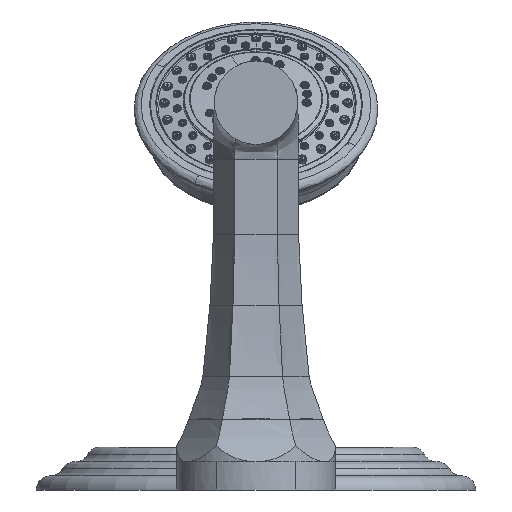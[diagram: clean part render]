
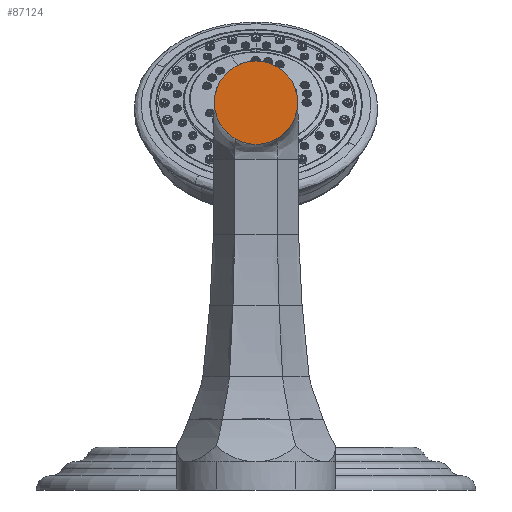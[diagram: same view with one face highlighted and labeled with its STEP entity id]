
A CAD part, front view. The second image highlights one B-rep face of the part: STEP entity #87124.
In plain terms, the highlighted planar face has unit normal (0, -1, 0).
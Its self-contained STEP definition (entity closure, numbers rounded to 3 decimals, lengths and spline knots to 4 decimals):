
#83811=CARTESIAN_POINT('',(0.3675,-9.645,6.1905));
#83812=CARTESIAN_POINT('',(0.3922,-9.645,6.2047));
#83813=CARTESIAN_POINT('',(0.4399,-9.645,6.2361));
#83814=CARTESIAN_POINT('',(0.5055,-9.645,6.2912));
#83815=CARTESIAN_POINT('',(0.5643,-9.645,6.3535));
#83816=CARTESIAN_POINT('',(0.6155,-9.645,6.4222));
#83817=CARTESIAN_POINT('',(0.6583,-9.645,6.4964));
#83818=CARTESIAN_POINT('',(0.6922,-9.645,6.575));
#83819=CARTESIAN_POINT('',(0.7168,-9.645,6.6571));
#83820=CARTESIAN_POINT('',(0.7317,-9.645,6.7415));
#83821=CARTESIAN_POINT('',(0.735,-9.645,6.7985));
#83822=CARTESIAN_POINT('',(0.735,-9.645,6.827));
#83841=CARTESIAN_POINT('',(-0.3675,-9.645,6.1905));
#83842=CARTESIAN_POINT('',(-0.3428,-9.645,6.1762));
#83843=CARTESIAN_POINT('',(-0.2918,-9.645,6.1506));
#83844=CARTESIAN_POINT('',(-0.2113,-9.645,6.1213));
#83845=CARTESIAN_POINT('',(-0.1279,-9.645,6.1015));
#83846=CARTESIAN_POINT('',(-0.0428,-9.645,6.0916));
#83847=CARTESIAN_POINT('',(0.0428,-9.645,6.0916));
#83848=CARTESIAN_POINT('',(0.1279,-9.645,6.1015));
#83849=CARTESIAN_POINT('',(0.2113,-9.645,6.1213));
#83850=CARTESIAN_POINT('',(0.2918,-9.645,6.1506));
#83851=CARTESIAN_POINT('',(0.3428,-9.645,6.1762));
#83852=CARTESIAN_POINT('',(0.3675,-9.645,6.1905));
#83871=CARTESIAN_POINT('',(-0.735,-9.645,6.827));
#83872=CARTESIAN_POINT('',(-0.735,-9.645,6.7985));
#83873=CARTESIAN_POINT('',(-0.7317,-9.645,6.7415));
#83874=CARTESIAN_POINT('',(-0.7168,-9.645,6.6571));
#83875=CARTESIAN_POINT('',(-0.6922,-9.645,6.575));
#83876=CARTESIAN_POINT('',(-0.6583,-9.645,6.4964));
#83877=CARTESIAN_POINT('',(-0.6155,-9.645,6.4222));
#83878=CARTESIAN_POINT('',(-0.5643,-9.645,6.3535));
#83879=CARTESIAN_POINT('',(-0.5055,-9.645,6.2912));
#83880=CARTESIAN_POINT('',(-0.4399,-9.645,6.2361));
#83881=CARTESIAN_POINT('',(-0.3922,-9.645,6.2047));
#83882=CARTESIAN_POINT('',(-0.3675,-9.645,6.1905));
#83901=CARTESIAN_POINT('',(-0.3675,-9.645,7.4635));
#83902=CARTESIAN_POINT('',(-0.3922,-9.645,7.4493));
#83903=CARTESIAN_POINT('',(-0.4399,-9.645,7.4179));
#83904=CARTESIAN_POINT('',(-0.5055,-9.645,7.3628));
#83905=CARTESIAN_POINT('',(-0.5643,-9.645,7.3005));
#83906=CARTESIAN_POINT('',(-0.6155,-9.645,7.2318));
#83907=CARTESIAN_POINT('',(-0.6583,-9.645,7.1576));
#83908=CARTESIAN_POINT('',(-0.6922,-9.645,7.079));
#83909=CARTESIAN_POINT('',(-0.7168,-9.645,6.9969));
#83910=CARTESIAN_POINT('',(-0.7317,-9.645,6.9125));
#83911=CARTESIAN_POINT('',(-0.735,-9.645,6.8555));
#83912=CARTESIAN_POINT('',(-0.735,-9.645,6.827));
#83931=CARTESIAN_POINT('',(0.3675,-9.645,7.4635));
#83932=CARTESIAN_POINT('',(0.3428,-9.645,7.4778));
#83933=CARTESIAN_POINT('',(0.2918,-9.645,7.5034));
#83934=CARTESIAN_POINT('',(0.2113,-9.645,7.5327));
#83935=CARTESIAN_POINT('',(0.1279,-9.645,7.5525));
#83936=CARTESIAN_POINT('',(0.0428,-9.645,7.5624));
#83937=CARTESIAN_POINT('',(-0.0428,-9.645,7.5624));
#83938=CARTESIAN_POINT('',(-0.1279,-9.645,7.5525));
#83939=CARTESIAN_POINT('',(-0.2113,-9.645,7.5327));
#83940=CARTESIAN_POINT('',(-0.2918,-9.645,7.5034));
#83941=CARTESIAN_POINT('',(-0.3428,-9.645,7.4778));
#83942=CARTESIAN_POINT('',(-0.3675,-9.645,7.4635));
#83961=CARTESIAN_POINT('',(0.735,-9.645,6.827));
#83962=CARTESIAN_POINT('',(0.735,-9.645,6.8555));
#83963=CARTESIAN_POINT('',(0.7317,-9.645,6.9125));
#83964=CARTESIAN_POINT('',(0.7168,-9.645,6.9969));
#83965=CARTESIAN_POINT('',(0.6922,-9.645,7.079));
#83966=CARTESIAN_POINT('',(0.6583,-9.645,7.1576));
#83967=CARTESIAN_POINT('',(0.6155,-9.645,7.2318));
#83968=CARTESIAN_POINT('',(0.5643,-9.645,7.3005));
#83969=CARTESIAN_POINT('',(0.5055,-9.645,7.3628));
#83970=CARTESIAN_POINT('',(0.4399,-9.645,7.4179));
#83971=CARTESIAN_POINT('',(0.3922,-9.645,7.4493));
#83972=CARTESIAN_POINT('',(0.3675,-9.645,7.4635));
#84141=VERTEX_POINT('',#83811);
#84142=VERTEX_POINT('',#83822);
#84143=VERTEX_POINT('',#83841);
#84144=VERTEX_POINT('',#83871);
#84145=VERTEX_POINT('',#83901);
#84146=VERTEX_POINT('',#83931);
#87106=CARTESIAN_POINT('',(0.,-9.645,6.827));
#87107=DIRECTION('',(0.,-1.,0.));
#87108=DIRECTION('',(0.,0.,1.));
#87109=AXIS2_PLACEMENT_3D('',#87106,#87107,#87108);
#87110=PLANE('',#87109);
#87111=ORIENTED_EDGE('',*,*,#87096,.F.);
#87113=ORIENTED_EDGE('',*,*,#87112,.F.);
#87115=ORIENTED_EDGE('',*,*,#87114,.F.);
#87117=ORIENTED_EDGE('',*,*,#87116,.F.);
#87119=ORIENTED_EDGE('',*,*,#87118,.F.);
#87121=ORIENTED_EDGE('',*,*,#87120,.F.);
#87122=EDGE_LOOP('',(#87111,#87113,#87115,#87117,#87119,#87121));
#87123=FACE_OUTER_BOUND('',#87122,.F.);
#87124=ADVANCED_FACE('',(#87123),#87110,.T.);
#83823=B_SPLINE_CURVE_WITH_KNOTS('',3,(#83811,#83812,#83813,#83814,#83815,
#83816,#83817,#83818,#83819,#83820,#83821,#83822),.UNSPECIFIED.,.F.,.F.,(4,1,1,
1,1,1,1,1,1,4),(0.,0.1111,0.2222,0.3333,
0.4444,0.5556,0.6667,0.7778,
0.8889,1.),.UNSPECIFIED.);
#83853=B_SPLINE_CURVE_WITH_KNOTS('',3,(#83841,#83842,#83843,#83844,#83845,
#83846,#83847,#83848,#83849,#83850,#83851,#83852),.UNSPECIFIED.,.F.,.F.,(4,1,1,
1,1,1,1,1,1,4),(0.,0.1111,0.2222,0.3333,
0.4444,0.5556,0.6667,0.7778,
0.8889,1.),.UNSPECIFIED.);
#83883=B_SPLINE_CURVE_WITH_KNOTS('',3,(#83871,#83872,#83873,#83874,#83875,
#83876,#83877,#83878,#83879,#83880,#83881,#83882),.UNSPECIFIED.,.F.,.F.,(4,1,1,
1,1,1,1,1,1,4),(0.,0.1111,0.2222,0.3333,
0.4444,0.5556,0.6667,0.7778,
0.8889,1.),.UNSPECIFIED.);
#83913=B_SPLINE_CURVE_WITH_KNOTS('',3,(#83901,#83902,#83903,#83904,#83905,
#83906,#83907,#83908,#83909,#83910,#83911,#83912),.UNSPECIFIED.,.F.,.F.,(4,1,1,
1,1,1,1,1,1,4),(0.,0.1111,0.2222,0.3333,
0.4444,0.5556,0.6667,0.7778,
0.8889,1.),.UNSPECIFIED.);
#83943=B_SPLINE_CURVE_WITH_KNOTS('',3,(#83931,#83932,#83933,#83934,#83935,
#83936,#83937,#83938,#83939,#83940,#83941,#83942),.UNSPECIFIED.,.F.,.F.,(4,1,1,
1,1,1,1,1,1,4),(0.,0.1111,0.2222,0.3333,
0.4444,0.5556,0.6667,0.7778,
0.8889,1.),.UNSPECIFIED.);
#83973=B_SPLINE_CURVE_WITH_KNOTS('',3,(#83961,#83962,#83963,#83964,#83965,
#83966,#83967,#83968,#83969,#83970,#83971,#83972),.UNSPECIFIED.,.F.,.F.,(4,1,1,
1,1,1,1,1,1,4),(0.,0.1111,0.2222,0.3333,
0.4444,0.5556,0.6667,0.7778,
0.8889,1.),.UNSPECIFIED.);
#87096=EDGE_CURVE('',#84141,#84142,#83823,.T.);
#87112=EDGE_CURVE('',#84143,#84141,#83853,.T.);
#87114=EDGE_CURVE('',#84144,#84143,#83883,.T.);
#87116=EDGE_CURVE('',#84145,#84144,#83913,.T.);
#87118=EDGE_CURVE('',#84146,#84145,#83943,.T.);
#87120=EDGE_CURVE('',#84142,#84146,#83973,.T.);
